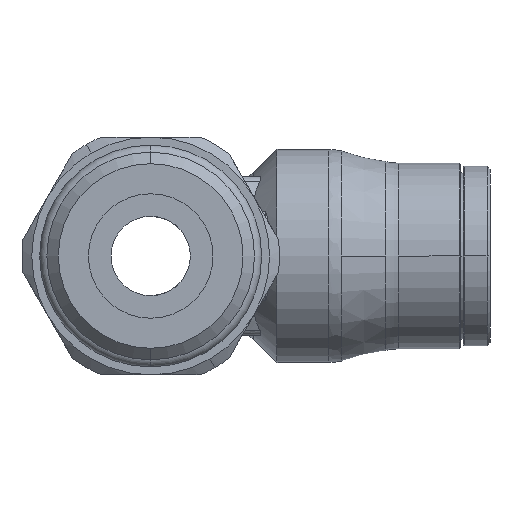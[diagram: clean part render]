
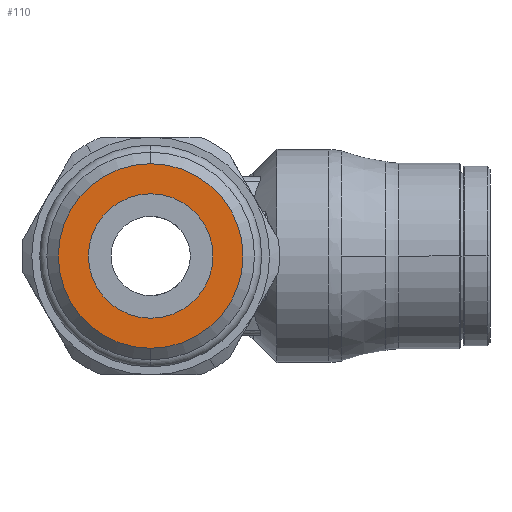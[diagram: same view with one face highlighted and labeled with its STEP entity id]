
A CAD part, left-side view. The second image highlights one B-rep face of the part: STEP entity #110.
In plain terms, the highlighted planar face has unit normal (-1, 0, 0).
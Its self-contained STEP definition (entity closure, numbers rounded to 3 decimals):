
#110=ADVANCED_FACE('',(#394,#395),#396,.T.);
#394=FACE_BOUND('',#841,.T.);
#395=FACE_OUTER_BOUND('',#842,.T.);
#396=PLANE('',#843);
#841=EDGE_LOOP('',(#1671,#1672));
#842=EDGE_LOOP('',(#1673,#1674));
#843=AXIS2_PLACEMENT_3D('',#1675,#1676,#1677);
#1671=ORIENTED_EDGE('',*,*,#3133,.T.);
#1672=ORIENTED_EDGE('',*,*,#3163,.T.);
#1673=ORIENTED_EDGE('',*,*,#3124,.F.);
#1674=ORIENTED_EDGE('',*,*,#3168,.F.);
#1675=CARTESIAN_POINT('',(-47.5,0.0,4.658));
#1676=DIRECTION('',(-1.0,0.,0.));
#1677=DIRECTION('',(0.,0.0,-1.0));
#3124=EDGE_CURVE('',#3858,#3860,#3861,.T.);
#3133=EDGE_CURVE('',#3876,#3873,#3877,.T.);
#3163=EDGE_CURVE('',#3873,#3876,#3924,.T.);
#3168=EDGE_CURVE('',#3860,#3858,#3929,.T.);
#3858=VERTEX_POINT('',#5414);
#3860=VERTEX_POINT('',#5417);
#3861=CIRCLE('',#5418,9.316);
#3873=VERTEX_POINT('',#5433);
#3876=VERTEX_POINT('',#5437);
#3877=CIRCLE('',#5438,6.287);
#3924=CIRCLE('',#5496,6.287);
#3929=CIRCLE('',#5501,9.316);
#5414=CARTESIAN_POINT('',(-47.5,0.0,9.316));
#5417=CARTESIAN_POINT('',(-47.5,0.,-9.315));
#5418=AXIS2_PLACEMENT_3D('',#7455,#7456,#7457);
#5433=CARTESIAN_POINT('',(-47.5,0.,6.287));
#5437=CARTESIAN_POINT('',(-47.5,0.,-6.287));
#5438=AXIS2_PLACEMENT_3D('',#7474,#7475,#7476);
#5496=AXIS2_PLACEMENT_3D('',#7542,#7543,#7544);
#5501=AXIS2_PLACEMENT_3D('',#7557,#7558,#7559);
#7455=CARTESIAN_POINT('',(-47.5,0.0,0.));
#7456=DIRECTION('',(1.0,0.,0.));
#7457=DIRECTION('',(0.,0.,1.0));
#7474=CARTESIAN_POINT('',(-47.5,0.0,0.));
#7475=DIRECTION('',(1.0,0.,0.));
#7476=DIRECTION('',(0.,0.,1.0));
#7542=CARTESIAN_POINT('',(-47.5,0.0,0.));
#7543=DIRECTION('',(1.0,0.,0.));
#7544=DIRECTION('',(0.,0.,1.0));
#7557=CARTESIAN_POINT('',(-47.5,0.0,0.));
#7558=DIRECTION('',(1.0,0.,0.));
#7559=DIRECTION('',(0.,0.,1.0));
